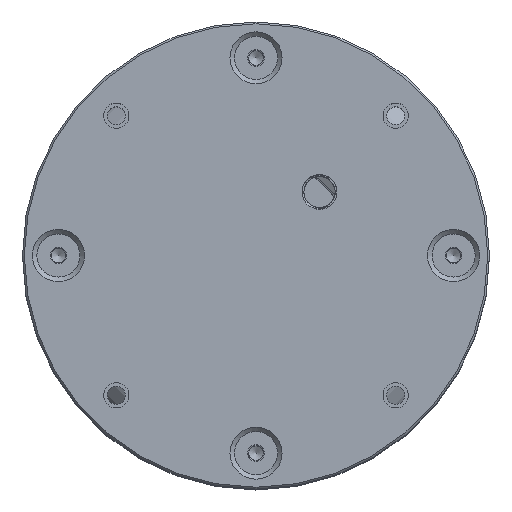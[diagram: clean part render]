
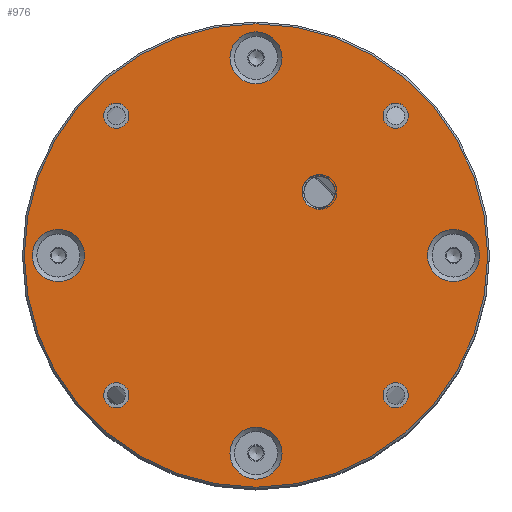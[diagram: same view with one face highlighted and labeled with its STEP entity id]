
A CAD part, top view. The second image highlights one B-rep face of the part: STEP entity #976.
In plain terms, the highlighted planar face has unit normal (0, 0, 1).
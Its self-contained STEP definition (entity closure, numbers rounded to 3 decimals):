
#562=B_SPLINE_CURVE_WITH_KNOTS('',3,(#6673,#6674,#6675,#6676,#6677,#6678),
 .UNSPECIFIED.,.F.,.F.,(4,2,4),(0.,0.5,1.),.UNSPECIFIED.);
#563=B_SPLINE_CURVE_WITH_KNOTS('',3,(#6683,#6684,#6685,#6686,#6687,#6688),
 .UNSPECIFIED.,.F.,.F.,(4,2,4),(0.,0.5,1.),.UNSPECIFIED.);
#976=ADVANCED_FACE('',(#1406,#1407,#1408,#1409,#1410,#1411,#1412,#1413,
#1414,#1415),#1275,.T.);
#1275=PLANE('',#4535);
#1406=FACE_BOUND('',#1840,.T.);
#1407=FACE_BOUND('',#1841,.T.);
#1408=FACE_BOUND('',#1842,.T.);
#1409=FACE_BOUND('',#1843,.T.);
#1410=FACE_BOUND('',#1844,.T.);
#1411=FACE_BOUND('',#1845,.T.);
#1412=FACE_BOUND('',#1846,.T.);
#1413=FACE_BOUND('',#1847,.T.);
#1414=FACE_BOUND('',#1848,.T.);
#1415=FACE_BOUND('',#1849,.T.);
#1840=EDGE_LOOP('',(#2490));
#1841=EDGE_LOOP('',(#2491,#2492,#2493,#2494));
#1842=EDGE_LOOP('',(#2495));
#1843=EDGE_LOOP('',(#2496));
#1844=EDGE_LOOP('',(#2497));
#1845=EDGE_LOOP('',(#2498));
#1846=EDGE_LOOP('',(#2499));
#1847=EDGE_LOOP('',(#2500));
#1848=EDGE_LOOP('',(#2501));
#1849=EDGE_LOOP('',(#2502));
#2490=ORIENTED_EDGE('',*,*,#3737,.T.);
#2491=ORIENTED_EDGE('',*,*,#3738,.F.);
#2492=ORIENTED_EDGE('',*,*,#3739,.F.);
#2493=ORIENTED_EDGE('',*,*,#3740,.F.);
#2494=ORIENTED_EDGE('',*,*,#3741,.F.);
#2495=ORIENTED_EDGE('',*,*,#3742,.T.);
#2496=ORIENTED_EDGE('',*,*,#3743,.T.);
#2497=ORIENTED_EDGE('',*,*,#3744,.T.);
#2498=ORIENTED_EDGE('',*,*,#3745,.T.);
#2499=ORIENTED_EDGE('',*,*,#3746,.T.);
#2500=ORIENTED_EDGE('',*,*,#3747,.T.);
#2501=ORIENTED_EDGE('',*,*,#3748,.T.);
#2502=ORIENTED_EDGE('',*,*,#3749,.T.);
#3353=VERTEX_POINT('',#6672);
#3354=VERTEX_POINT('',#6679);
#3355=VERTEX_POINT('',#6680);
#3356=VERTEX_POINT('',#6682);
#3357=VERTEX_POINT('',#6689);
#3358=VERTEX_POINT('',#6692);
#3359=VERTEX_POINT('',#6694);
#3360=VERTEX_POINT('',#6696);
#3361=VERTEX_POINT('',#6698);
#3362=VERTEX_POINT('',#6700);
#3363=VERTEX_POINT('',#6702);
#3364=VERTEX_POINT('',#6704);
#3365=VERTEX_POINT('',#6706);
#3737=EDGE_CURVE('',#3353,#3353,#4179,.T.);
#3738=EDGE_CURVE('',#3354,#3355,#562,.T.);
#3739=EDGE_CURVE('',#3356,#3354,#4180,.T.);
#3740=EDGE_CURVE('',#3357,#3356,#563,.T.);
#3741=EDGE_CURVE('',#3355,#3357,#4181,.T.);
#3742=EDGE_CURVE('',#3358,#3358,#4182,.T.);
#3743=EDGE_CURVE('',#3359,#3359,#4183,.T.);
#3744=EDGE_CURVE('',#3360,#3360,#4184,.T.);
#3745=EDGE_CURVE('',#3361,#3361,#4185,.T.);
#3746=EDGE_CURVE('',#3362,#3362,#4186,.T.);
#3747=EDGE_CURVE('',#3363,#3363,#4187,.T.);
#3748=EDGE_CURVE('',#3364,#3364,#4188,.T.);
#3749=EDGE_CURVE('',#3365,#3365,#4189,.T.);
#4179=CIRCLE('',#4524,64.5);
#4180=CIRCLE('',#4525,4.365);
#4181=CIRCLE('',#4526,4.864);
#4182=CIRCLE('',#4527,3.5);
#4183=CIRCLE('',#4528,7.25);
#4184=CIRCLE('',#4529,3.5);
#4185=CIRCLE('',#4530,7.25);
#4186=CIRCLE('',#4531,3.5);
#4187=CIRCLE('',#4532,7.25);
#4188=CIRCLE('',#4533,3.5);
#4189=CIRCLE('',#4534,7.25);
#4524=AXIS2_PLACEMENT_3D('',#6671,#5267,#5268);
#4525=AXIS2_PLACEMENT_3D('',#6681,#5269,#5270);
#4526=AXIS2_PLACEMENT_3D('',#6690,#5271,#5272);
#4527=AXIS2_PLACEMENT_3D('',#6691,#5273,#5274);
#4528=AXIS2_PLACEMENT_3D('',#6693,#5275,#5276);
#4529=AXIS2_PLACEMENT_3D('',#6695,#5277,#5278);
#4530=AXIS2_PLACEMENT_3D('',#6697,#5279,#5280);
#4531=AXIS2_PLACEMENT_3D('',#6699,#5281,#5282);
#4532=AXIS2_PLACEMENT_3D('',#6701,#5283,#5284);
#4533=AXIS2_PLACEMENT_3D('',#6703,#5285,#5286);
#4534=AXIS2_PLACEMENT_3D('',#6705,#5287,#5288);
#4535=AXIS2_PLACEMENT_3D('',#6707,#5289,#5290);
#5267=DIRECTION('',(0.,0.,1.));
#5268=DIRECTION('',(1.,0.,0.));
#5269=DIRECTION('',(0.,0.,1.));
#5270=DIRECTION('',(-1.,0.,0.));
#5271=DIRECTION('',(0.,0.,1.));
#5272=DIRECTION('',(1.,0.,0.));
#5273=DIRECTION('',(0.,0.,-1.));
#5274=DIRECTION('',(-1.,0.,0.));
#5275=DIRECTION('',(0.,0.,-1.));
#5276=DIRECTION('',(1.,0.,0.));
#5277=DIRECTION('',(0.,0.,-1.));
#5278=DIRECTION('',(-1.,0.,0.));
#5279=DIRECTION('',(0.,0.,-1.));
#5280=DIRECTION('',(1.,0.,0.));
#5281=DIRECTION('',(0.,0.,-1.));
#5282=DIRECTION('',(-1.,0.,0.));
#5283=DIRECTION('',(0.,0.,-1.));
#5284=DIRECTION('',(1.,0.,0.));
#5285=DIRECTION('',(0.,0.,-1.));
#5286=DIRECTION('',(-1.,0.,0.));
#5287=DIRECTION('',(0.,0.,-1.));
#5288=DIRECTION('',(1.,0.,0.));
#5289=DIRECTION('',(0.,0.,1.));
#5290=DIRECTION('',(1.,0.,0.));
#6671=CARTESIAN_POINT('',(0.,0.,150.));
#6672=CARTESIAN_POINT('',(64.5,0.,150.));
#6673=CARTESIAN_POINT('',(20.846,20.68,150.));
#6674=CARTESIAN_POINT('',(19.946,21.762,150.));
#6675=CARTESIAN_POINT('',(18.528,22.355,150.));
#6676=CARTESIAN_POINT('',(15.744,22.182,150.));
#6677=CARTESIAN_POINT('',(14.407,21.447,150.));
#6678=CARTESIAN_POINT('',(13.586,20.307,150.));
#6679=CARTESIAN_POINT('',(20.846,20.68,150.));
#6680=CARTESIAN_POINT('',(13.586,20.307,150.));
#6681=CARTESIAN_POINT('',(17.678,17.678,150.));
#6682=CARTESIAN_POINT('',(21.301,15.244,150.));
#6683=CARTESIAN_POINT('',(14.148,14.331,150.));
#6684=CARTESIAN_POINT('',(15.155,13.381,150.));
#6685=CARTESIAN_POINT('',(16.585,12.895,150.));
#6686=CARTESIAN_POINT('',(19.315,13.229,150.));
#6687=CARTESIAN_POINT('',(20.613,14.052,150.));
#6688=CARTESIAN_POINT('',(21.301,15.244,150.));
#6689=CARTESIAN_POINT('',(14.148,14.331,150.));
#6690=CARTESIAN_POINT('',(17.678,17.678,150.));
#6691=CARTESIAN_POINT('',(38.891,-38.891,150.));
#6692=CARTESIAN_POINT('',(35.391,-38.891,150.));
#6693=CARTESIAN_POINT('',(0.,-55.,150.));
#6694=CARTESIAN_POINT('',(7.25,-55.,150.));
#6695=CARTESIAN_POINT('',(-38.891,-38.891,150.));
#6696=CARTESIAN_POINT('',(-42.391,-38.891,150.));
#6697=CARTESIAN_POINT('',(-55.,0.,150.));
#6698=CARTESIAN_POINT('',(-47.75,0.,150.));
#6699=CARTESIAN_POINT('',(-38.891,38.891,150.));
#6700=CARTESIAN_POINT('',(-42.391,38.891,150.));
#6701=CARTESIAN_POINT('',(0.,55.,150.));
#6702=CARTESIAN_POINT('',(7.25,55.,150.));
#6703=CARTESIAN_POINT('',(38.891,38.891,150.));
#6704=CARTESIAN_POINT('',(35.391,38.891,150.));
#6705=CARTESIAN_POINT('',(55.,0.,150.));
#6706=CARTESIAN_POINT('',(62.25,0.,150.));
#6707=CARTESIAN_POINT('',(0.,0.,150.));
